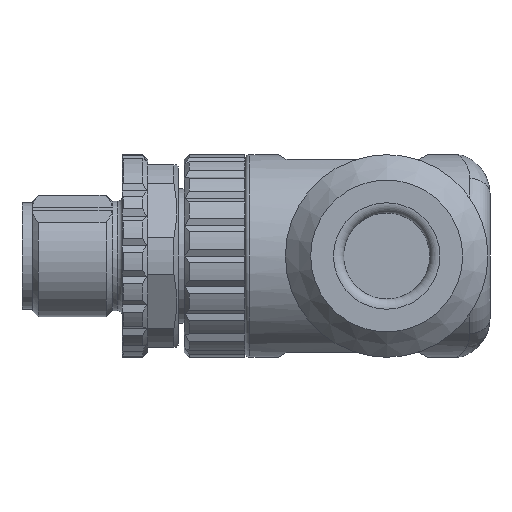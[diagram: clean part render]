
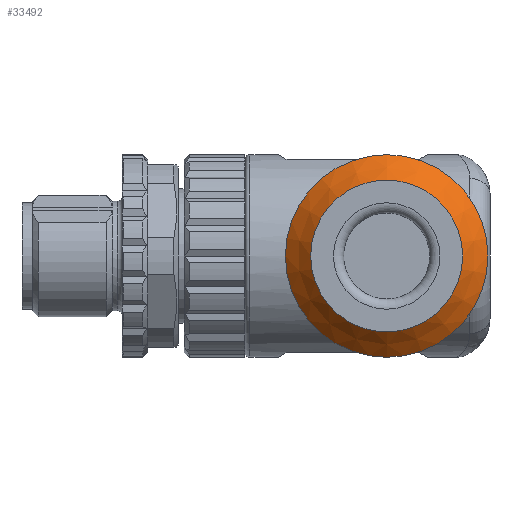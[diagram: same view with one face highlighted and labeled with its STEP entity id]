
A CAD part, left-side view. The second image highlights one B-rep face of the part: STEP entity #33492.
In plain terms, the highlighted conical face has half-angle 45 degrees and reference radius 8.75 mm.
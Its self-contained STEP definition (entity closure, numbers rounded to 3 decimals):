
#33492 = ADVANCED_FACE('',(#33493),#33506,.T.);
#33493 = FACE_BOUND('',#33494,.T.);
#33494 = EDGE_LOOP('',(#33495,#33551,#33573,#33644));
#33495 = ORIENTED_EDGE('',*,*,#33496,.F.);
#33496 = EDGE_CURVE('',#33497,#33497,#33499,.T.);
#33497 = VERTEX_POINT('',#33498);
#33498 = CARTESIAN_POINT('',(-28.5,-16.8,-7.5));
#33499 = SURFACE_CURVE('',#33500,(#33505,#33539),.PCURVE_S1.);
#33500 = CIRCLE('',#33501,7.5);
#33501 = AXIS2_PLACEMENT_3D('',#33502,#33503,#33504);
#33502 = CARTESIAN_POINT('',(-28.5,-16.8,0.));
#33503 = DIRECTION('',(-1.,0.,0.));
#33504 = DIRECTION('',(0.,0.,-1.));
#33505 = PCURVE('',#33506,#33511);
#33506 = CONICAL_SURFACE('',#33507,8.75,0.785);
#33507 = AXIS2_PLACEMENT_3D('',#33508,#33509,#33510);
#33508 = CARTESIAN_POINT('',(-27.25,-16.8,0.));
#33509 = DIRECTION('',(1.,0.,0.));
#33510 = DIRECTION('',(0.,0.,-1.));
#33511 = DEFINITIONAL_REPRESENTATION('',(#33512),#33538);
#33512 = B_SPLINE_CURVE_WITH_KNOTS('',3,(#33513,#33514,#33515,#33516,
    #33517,#33518,#33519,#33520,#33521,#33522,#33523,#33524,#33525,
    #33526,#33527,#33528,#33529,#33530,#33531,#33532,#33533,#33534,
    #33535,#33536,#33537),.UNSPECIFIED.,.F.,.F.,(4,1,1,1,1,1,1,1,1,1,1,1
    ,1,1,1,1,1,1,1,1,1,1,4),(0.,0.286,0.571,
    0.857,1.142,1.428,1.714,
    1.999,2.285,2.57,2.856,
    3.142,3.427,3.713,3.998,
    4.284,4.57,4.855,5.141,
    5.426,5.712,5.998,6.283),
  .QUASI_UNIFORM_KNOTS.);
#33513 = CARTESIAN_POINT('',(6.283,-1.25));
#33514 = CARTESIAN_POINT('',(6.188,-1.25));
#33515 = CARTESIAN_POINT('',(5.998,-1.25));
#33516 = CARTESIAN_POINT('',(5.712,-1.25));
#33517 = CARTESIAN_POINT('',(5.426,-1.25));
#33518 = CARTESIAN_POINT('',(5.141,-1.25));
#33519 = CARTESIAN_POINT('',(4.855,-1.25));
#33520 = CARTESIAN_POINT('',(4.57,-1.25));
#33521 = CARTESIAN_POINT('',(4.284,-1.25));
#33522 = CARTESIAN_POINT('',(3.998,-1.25));
#33523 = CARTESIAN_POINT('',(3.713,-1.25));
#33524 = CARTESIAN_POINT('',(3.427,-1.25));
#33525 = CARTESIAN_POINT('',(3.142,-1.25));
#33526 = CARTESIAN_POINT('',(2.856,-1.25));
#33527 = CARTESIAN_POINT('',(2.57,-1.25));
#33528 = CARTESIAN_POINT('',(2.285,-1.25));
#33529 = CARTESIAN_POINT('',(1.999,-1.25));
#33530 = CARTESIAN_POINT('',(1.714,-1.25));
#33531 = CARTESIAN_POINT('',(1.428,-1.25));
#33532 = CARTESIAN_POINT('',(1.142,-1.25));
#33533 = CARTESIAN_POINT('',(0.857,-1.25));
#33534 = CARTESIAN_POINT('',(0.571,-1.25));
#33535 = CARTESIAN_POINT('',(0.286,-1.25));
#33536 = CARTESIAN_POINT('',(0.095,-1.25));
#33537 = CARTESIAN_POINT('',(0.,-1.25));
#33538 = ( GEOMETRIC_REPRESENTATION_CONTEXT(2) 
PARAMETRIC_REPRESENTATION_CONTEXT() REPRESENTATION_CONTEXT('2D SPACE',''
  ) );
#33539 = PCURVE('',#33540,#33545);
#33540 = PLANE('',#33541);
#33541 = AXIS2_PLACEMENT_3D('',#33542,#33543,#33544);
#33542 = CARTESIAN_POINT('',(-28.5,-16.8,-5.875));
#33543 = DIRECTION('',(-1.,0.,0.));
#33544 = DIRECTION('',(0.,-1.,0.));
#33545 = DEFINITIONAL_REPRESENTATION('',(#33546),#33550);
#33546 = CIRCLE('',#33547,7.5);
#33547 = AXIS2_PLACEMENT_2D('',#33548,#33549);
#33548 = CARTESIAN_POINT('',(0.,5.875));
#33549 = DIRECTION('',(0.,-1.));
#33550 = ( GEOMETRIC_REPRESENTATION_CONTEXT(2) 
PARAMETRIC_REPRESENTATION_CONTEXT() REPRESENTATION_CONTEXT('2D SPACE',''
  ) );
#33551 = ORIENTED_EDGE('',*,*,#33552,.T.);
#33552 = EDGE_CURVE('',#33497,#33553,#33555,.T.);
#33553 = VERTEX_POINT('',#33554);
#33554 = CARTESIAN_POINT('',(-26.,-16.8,-10.));
#33555 = SEAM_CURVE('',#33556,(#33559,#33566),.PCURVE_S1.);
#33556 = B_SPLINE_CURVE_WITH_KNOTS('',1,(#33557,#33558),.UNSPECIFIED.,
  .F.,.F.,(2,2),(-1.768,1.768),
  .PIECEWISE_BEZIER_KNOTS.);
#33557 = CARTESIAN_POINT('',(-28.5,-16.8,-7.5));
#33558 = CARTESIAN_POINT('',(-26.,-16.8,-10.));
#33559 = PCURVE('',#33506,#33560);
#33560 = DEFINITIONAL_REPRESENTATION('',(#33561),#33565);
#33561 = LINE('',#33562,#33563);
#33562 = CARTESIAN_POINT('',(6.283,0.));
#33563 = VECTOR('',#33564,1.);
#33564 = DIRECTION('',(0.,1.));
#33565 = ( GEOMETRIC_REPRESENTATION_CONTEXT(2) 
PARAMETRIC_REPRESENTATION_CONTEXT() REPRESENTATION_CONTEXT('2D SPACE',''
  ) );
#33566 = PCURVE('',#33506,#33567);
#33567 = DEFINITIONAL_REPRESENTATION('',(#33568),#33572);
#33568 = LINE('',#33569,#33570);
#33569 = CARTESIAN_POINT('',(0.,0.));
#33570 = VECTOR('',#33571,1.);
#33571 = DIRECTION('',(0.,1.));
#33572 = ( GEOMETRIC_REPRESENTATION_CONTEXT(2) 
PARAMETRIC_REPRESENTATION_CONTEXT() REPRESENTATION_CONTEXT('2D SPACE',''
  ) );
#33573 = ORIENTED_EDGE('',*,*,#33574,.T.);
#33574 = EDGE_CURVE('',#33553,#33553,#33575,.T.);
#33575 = SURFACE_CURVE('',#33576,(#33581,#33610),.PCURVE_S1.);
#33576 = CIRCLE('',#33577,10.);
#33577 = AXIS2_PLACEMENT_3D('',#33578,#33579,#33580);
#33578 = CARTESIAN_POINT('',(-26.,-16.8,0.));
#33579 = DIRECTION('',(-1.,0.,0.));
#33580 = DIRECTION('',(0.,0.,-1.));
#33581 = PCURVE('',#33506,#33582);
#33582 = DEFINITIONAL_REPRESENTATION('',(#33583),#33609);
#33583 = B_SPLINE_CURVE_WITH_KNOTS('',3,(#33584,#33585,#33586,#33587,
    #33588,#33589,#33590,#33591,#33592,#33593,#33594,#33595,#33596,
    #33597,#33598,#33599,#33600,#33601,#33602,#33603,#33604,#33605,
    #33606,#33607,#33608),.UNSPECIFIED.,.F.,.F.,(4,1,1,1,1,1,1,1,1,1,1,1
    ,1,1,1,1,1,1,1,1,1,1,4),(0.,0.286,0.571,
    0.857,1.142,1.428,1.714,
    1.999,2.285,2.57,2.856,
    3.142,3.427,3.713,3.998,
    4.284,4.57,4.855,5.141,
    5.426,5.712,5.998,6.283),
  .QUASI_UNIFORM_KNOTS.);
#33584 = CARTESIAN_POINT('',(6.283,1.25));
#33585 = CARTESIAN_POINT('',(6.188,1.25));
#33586 = CARTESIAN_POINT('',(5.998,1.25));
#33587 = CARTESIAN_POINT('',(5.712,1.25));
#33588 = CARTESIAN_POINT('',(5.426,1.25));
#33589 = CARTESIAN_POINT('',(5.141,1.25));
#33590 = CARTESIAN_POINT('',(4.855,1.25));
#33591 = CARTESIAN_POINT('',(4.57,1.25));
#33592 = CARTESIAN_POINT('',(4.284,1.25));
#33593 = CARTESIAN_POINT('',(3.998,1.25));
#33594 = CARTESIAN_POINT('',(3.713,1.25));
#33595 = CARTESIAN_POINT('',(3.427,1.25));
#33596 = CARTESIAN_POINT('',(3.142,1.25));
#33597 = CARTESIAN_POINT('',(2.856,1.25));
#33598 = CARTESIAN_POINT('',(2.57,1.25));
#33599 = CARTESIAN_POINT('',(2.285,1.25));
#33600 = CARTESIAN_POINT('',(1.999,1.25));
#33601 = CARTESIAN_POINT('',(1.714,1.25));
#33602 = CARTESIAN_POINT('',(1.428,1.25));
#33603 = CARTESIAN_POINT('',(1.142,1.25));
#33604 = CARTESIAN_POINT('',(0.857,1.25));
#33605 = CARTESIAN_POINT('',(0.571,1.25));
#33606 = CARTESIAN_POINT('',(0.286,1.25));
#33607 = CARTESIAN_POINT('',(0.095,1.25));
#33608 = CARTESIAN_POINT('',(0.,1.25));
#33609 = ( GEOMETRIC_REPRESENTATION_CONTEXT(2) 
PARAMETRIC_REPRESENTATION_CONTEXT() REPRESENTATION_CONTEXT('2D SPACE',''
  ) );
#33610 = PCURVE('',#33611,#33616);
#33611 = CYLINDRICAL_SURFACE('',#33612,10.);
#33612 = AXIS2_PLACEMENT_3D('',#33613,#33614,#33615);
#33613 = CARTESIAN_POINT('',(-25.25,-16.8,0.));
#33614 = DIRECTION('',(-1.,0.,0.));
#33615 = DIRECTION('',(0.,0.,-1.));
#33616 = DEFINITIONAL_REPRESENTATION('',(#33617),#33643);
#33617 = B_SPLINE_CURVE_WITH_KNOTS('',3,(#33618,#33619,#33620,#33621,
    #33622,#33623,#33624,#33625,#33626,#33627,#33628,#33629,#33630,
    #33631,#33632,#33633,#33634,#33635,#33636,#33637,#33638,#33639,
    #33640,#33641,#33642),.UNSPECIFIED.,.F.,.F.,(4,1,1,1,1,1,1,1,1,1,1,1
    ,1,1,1,1,1,1,1,1,1,1,4),(0.,0.286,0.571,
    0.857,1.142,1.428,1.714,
    1.999,2.285,2.57,2.856,
    3.142,3.427,3.713,3.998,
    4.284,4.57,4.855,5.141,
    5.426,5.712,5.998,6.283),
  .QUASI_UNIFORM_KNOTS.);
#33618 = CARTESIAN_POINT('',(0.,0.75));
#33619 = CARTESIAN_POINT('',(0.095,0.75));
#33620 = CARTESIAN_POINT('',(0.286,0.75));
#33621 = CARTESIAN_POINT('',(0.571,0.75));
#33622 = CARTESIAN_POINT('',(0.857,0.75));
#33623 = CARTESIAN_POINT('',(1.142,0.75));
#33624 = CARTESIAN_POINT('',(1.428,0.75));
#33625 = CARTESIAN_POINT('',(1.714,0.75));
#33626 = CARTESIAN_POINT('',(1.999,0.75));
#33627 = CARTESIAN_POINT('',(2.285,0.75));
#33628 = CARTESIAN_POINT('',(2.57,0.75));
#33629 = CARTESIAN_POINT('',(2.856,0.75));
#33630 = CARTESIAN_POINT('',(3.142,0.75));
#33631 = CARTESIAN_POINT('',(3.427,0.75));
#33632 = CARTESIAN_POINT('',(3.713,0.75));
#33633 = CARTESIAN_POINT('',(3.998,0.75));
#33634 = CARTESIAN_POINT('',(4.284,0.75));
#33635 = CARTESIAN_POINT('',(4.57,0.75));
#33636 = CARTESIAN_POINT('',(4.855,0.75));
#33637 = CARTESIAN_POINT('',(5.141,0.75));
#33638 = CARTESIAN_POINT('',(5.426,0.75));
#33639 = CARTESIAN_POINT('',(5.712,0.75));
#33640 = CARTESIAN_POINT('',(5.998,0.75));
#33641 = CARTESIAN_POINT('',(6.188,0.75));
#33642 = CARTESIAN_POINT('',(6.283,0.75));
#33643 = ( GEOMETRIC_REPRESENTATION_CONTEXT(2) 
PARAMETRIC_REPRESENTATION_CONTEXT() REPRESENTATION_CONTEXT('2D SPACE',''
  ) );
#33644 = ORIENTED_EDGE('',*,*,#33552,.F.);
